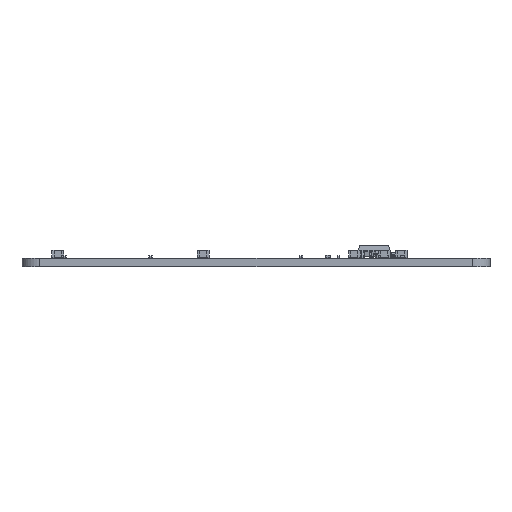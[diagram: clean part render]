
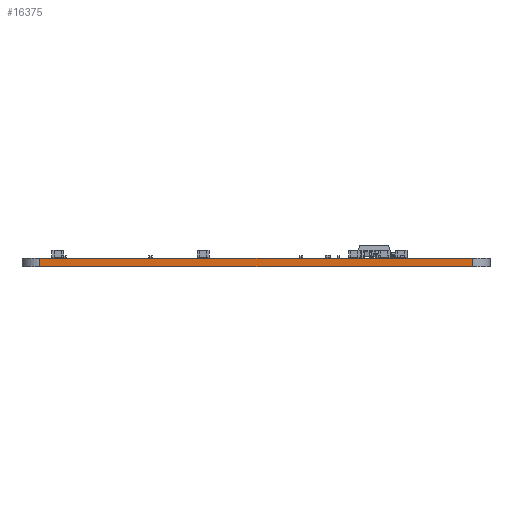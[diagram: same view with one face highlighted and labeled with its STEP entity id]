
A CAD part, left-side view. The second image highlights one B-rep face of the part: STEP entity #16375.
In plain terms, the highlighted planar face has unit normal (-1, 0, 0).
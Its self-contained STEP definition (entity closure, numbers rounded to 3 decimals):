
#12504 = VERTEX_POINT('',#12505);
#12505 = CARTESIAN_POINT('',(68.58,-48.72,0.));
#12512 = EDGE_CURVE('',#12513,#12504,#12515,.T.);
#12513 = VERTEX_POINT('',#12514);
#12514 = CARTESIAN_POINT('',(68.58,-122.72,0.));
#12515 = LINE('',#12516,#12517);
#12516 = CARTESIAN_POINT('',(68.58,-122.72,0.));
#12517 = VECTOR('',#12518,1.);
#12518 = DIRECTION('',(0.,1.,0.));
#14426 = VERTEX_POINT('',#14427);
#14427 = CARTESIAN_POINT('',(68.58,-48.72,1.51));
#14434 = EDGE_CURVE('',#14435,#14426,#14437,.T.);
#14435 = VERTEX_POINT('',#14436);
#14436 = CARTESIAN_POINT('',(68.58,-122.72,1.51));
#14437 = LINE('',#14438,#14439);
#14438 = CARTESIAN_POINT('',(68.58,-122.72,1.51));
#14439 = VECTOR('',#14440,1.);
#14440 = DIRECTION('',(0.,1.,0.));
#16345 = EDGE_CURVE('',#12504,#14426,#16346,.T.);
#16346 = LINE('',#16347,#16348);
#16347 = CARTESIAN_POINT('',(68.58,-48.72,0.));
#16348 = VECTOR('',#16349,1.);
#16349 = DIRECTION('',(0.,0.,1.));
#16375 = ADVANCED_FACE('',(#16376),#16387,.T.);
#16376 = FACE_BOUND('',#16377,.T.);
#16377 = EDGE_LOOP('',(#16378,#16384,#16385,#16386));
#16378 = ORIENTED_EDGE('',*,*,#16379,.T.);
#16379 = EDGE_CURVE('',#12513,#14435,#16380,.T.);
#16380 = LINE('',#16381,#16382);
#16381 = CARTESIAN_POINT('',(68.58,-122.72,0.));
#16382 = VECTOR('',#16383,1.);
#16383 = DIRECTION('',(0.,0.,1.));
#16384 = ORIENTED_EDGE('',*,*,#14434,.T.);
#16385 = ORIENTED_EDGE('',*,*,#16345,.F.);
#16386 = ORIENTED_EDGE('',*,*,#12512,.F.);
#16387 = PLANE('',#16388);
#16388 = AXIS2_PLACEMENT_3D('',#16389,#16390,#16391);
#16389 = CARTESIAN_POINT('',(68.58,-122.72,0.));
#16390 = DIRECTION('',(-1.,0.,0.));
#16391 = DIRECTION('',(0.,1.,0.));
